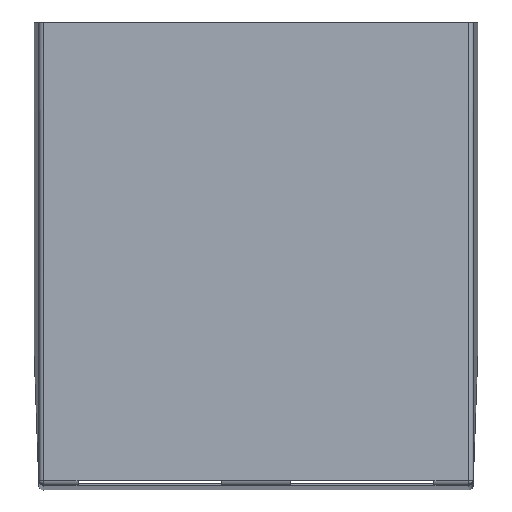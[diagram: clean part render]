
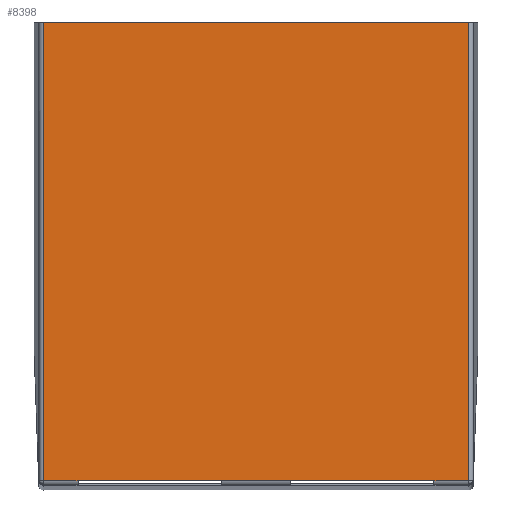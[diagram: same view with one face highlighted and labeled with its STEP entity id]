
A CAD part, front view. The second image highlights one B-rep face of the part: STEP entity #8398.
In plain terms, the highlighted planar face has unit normal (0, -1, 0.007).
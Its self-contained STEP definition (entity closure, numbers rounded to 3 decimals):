
#414 = EDGE_CURVE ( 'NONE', #3682, #3049, #10298, .T. ) ;
#469 = ORIENTED_EDGE ( 'NONE', *, *, #5770, .F. ) ;
#606 = CARTESIAN_POINT ( 'NONE',  ( 1026.372, 23.033, -219.938 ) ) ;
#767 = EDGE_CURVE ( 'NONE', #1868, #2251, #8880, .T. ) ;
#1224 = VECTOR ( 'NONE', #3448, 1000. ) ;
#1497 = VERTEX_POINT ( 'NONE', #606 ) ;
#1868 = VERTEX_POINT ( 'NONE', #8259 ) ;
#2102 = VERTEX_POINT ( 'NONE', #3407 ) ;
#2251 = VERTEX_POINT ( 'NONE', #3471 ) ;
#2907 = VECTOR ( 'NONE', #4767, 1000. ) ;
#3049 = VERTEX_POINT ( 'NONE', #4769 ) ;
#3111 = CARTESIAN_POINT ( 'NONE',  ( 982.959, 23.815, -107.85 ) ) ;
#3279 = CARTESIAN_POINT ( 'NONE',  ( 1026.372, 23.815, -107.85 ) ) ;
#3361 = ORIENTED_EDGE ( 'NONE', *, *, #4392, .F. ) ;
#3407 = CARTESIAN_POINT ( 'NONE',  ( 1026.372, 24.139, -61.49 ) ) ;
#3448 = DIRECTION ( 'NONE',  ( -1., 0., 0. ) ) ;
#3471 = CARTESIAN_POINT ( 'NONE',  ( 1014.372, 23.033, -219.938 ) ) ;
#3682 = VERTEX_POINT ( 'NONE', #7308 ) ;
#3942 = DIRECTION ( 'NONE',  ( 0., 0.007, 1. ) ) ;
#3961 = LINE ( 'NONE', #8951, #5902 ) ;
#4392 = EDGE_CURVE ( 'NONE', #2102, #1497, #7455, .T. ) ;
#4767 = DIRECTION ( 'NONE',  ( -1., 0., 0. ) ) ;
#4769 = CARTESIAN_POINT ( 'NONE',  ( 940.896, 23.033, -219.938 ) ) ;
#4780 = AXIS2_PLACEMENT_3D ( 'NONE', #3111, #8886, #3942 ) ;
#4940 = EDGE_CURVE ( 'NONE', #1497, #2251, #7301, .T. ) ;
#4987 = ORIENTED_EDGE ( 'NONE', *, *, #767, .T. ) ;
#5174 = DIRECTION ( 'NONE',  ( -1., 0., 0. ) ) ;
#5352 = EDGE_CURVE ( 'NONE', #1868, #3049, #7553, .T. ) ;
#5580 = CARTESIAN_POINT ( 'NONE',  ( 982.959, 23.033, -219.938 ) ) ;
#5585 = DIRECTION ( 'NONE',  ( -1., 0., 0. ) ) ;
#5618 = CARTESIAN_POINT ( 'NONE',  ( 918.282, 24.139, -61.49 ) ) ;
#5673 = CARTESIAN_POINT ( 'NONE',  ( 879.419, 23.033, -219.938 ) ) ;
#5770 = EDGE_CURVE ( 'NONE', #3682, #7436, #10236, .T. ) ;
#5778 = LINE ( 'NONE', #5618, #7967 ) ;
#5902 = VECTOR ( 'NONE', #10587, 1000. ) ;
#6313 = ORIENTED_EDGE ( 'NONE', *, *, #10352, .T. ) ;
#6601 = DIRECTION ( 'NONE',  ( 0., -0.007, -1. ) ) ;
#6840 = DIRECTION ( 'NONE',  ( 1., 0., 0. ) ) ;
#6869 = CARTESIAN_POINT ( 'NONE',  ( 1014.372, 23.033, -219.938 ) ) ;
#7066 = CARTESIAN_POINT ( 'NONE',  ( 879.419, 24.139, -61.49 ) ) ;
#7180 = VECTOR ( 'NONE', #6601, 1000. ) ;
#7181 = PLANE ( 'NONE',  #4780 ) ;
#7301 = LINE ( 'NONE', #5580, #2907 ) ;
#7308 = CARTESIAN_POINT ( 'NONE',  ( 891.419, 23.033, -219.938 ) ) ;
#7431 = ORIENTED_EDGE ( 'NONE', *, *, #5352, .F. ) ;
#7436 = VERTEX_POINT ( 'NONE', #5673 ) ;
#7455 = LINE ( 'NONE', #3279, #7180 ) ;
#7553 = LINE ( 'NONE', #8421, #1224 ) ;
#7824 = ORIENTED_EDGE ( 'NONE', *, *, #414, .T. ) ;
#7912 = EDGE_LOOP ( 'NONE', ( #6313, #10350, #469, #7824, #7431, #4987, #9266, #3361 ) ) ;
#7967 = VECTOR ( 'NONE', #5585, 1000. ) ;
#7987 = FACE_OUTER_BOUND ( 'NONE', #7912, .T. ) ;
#8259 = CARTESIAN_POINT ( 'NONE',  ( 964.896, 23.033, -219.938 ) ) ;
#8398 = ADVANCED_FACE ( 'NONE', ( #7987 ), #7181, .F. ) ;
#8421 = CARTESIAN_POINT ( 'NONE',  ( 982.959, 23.033, -219.938 ) ) ;
#8869 = VECTOR ( 'NONE', #6840, 1000. ) ;
#8880 = LINE ( 'NONE', #6869, #8869 ) ;
#8886 = DIRECTION ( 'NONE',  ( 0., 1., -0.007 ) ) ;
#8951 = CARTESIAN_POINT ( 'NONE',  ( 879.419, 23.815, -107.85 ) ) ;
#9236 = VERTEX_POINT ( 'NONE', #7066 ) ;
#9266 = ORIENTED_EDGE ( 'NONE', *, *, #4940, .F. ) ;
#9982 = VECTOR ( 'NONE', #5174, 1000. ) ;
#10051 = DIRECTION ( 'NONE',  ( 1., 0., 0. ) ) ;
#10064 = CARTESIAN_POINT ( 'NONE',  ( 940.896, 23.033, -219.938 ) ) ;
#10095 = CARTESIAN_POINT ( 'NONE',  ( 982.959, 23.033, -219.938 ) ) ;
#10236 = LINE ( 'NONE', #10095, #9982 ) ;
#10298 = LINE ( 'NONE', #10064, #10408 ) ;
#10350 = ORIENTED_EDGE ( 'NONE', *, *, #10442, .F. ) ;
#10352 = EDGE_CURVE ( 'NONE', #2102, #9236, #5778, .T. ) ;
#10408 = VECTOR ( 'NONE', #10051, 1000. ) ;
#10442 = EDGE_CURVE ( 'NONE', #7436, #9236, #3961, .T. ) ;
#10587 = DIRECTION ( 'NONE',  ( 0., 0.007, 1. ) ) ;
